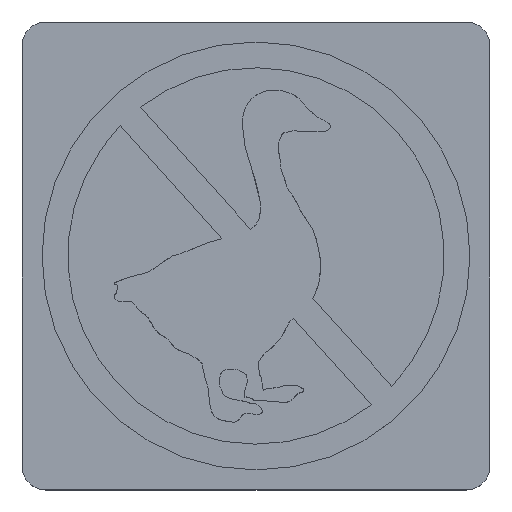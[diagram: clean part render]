
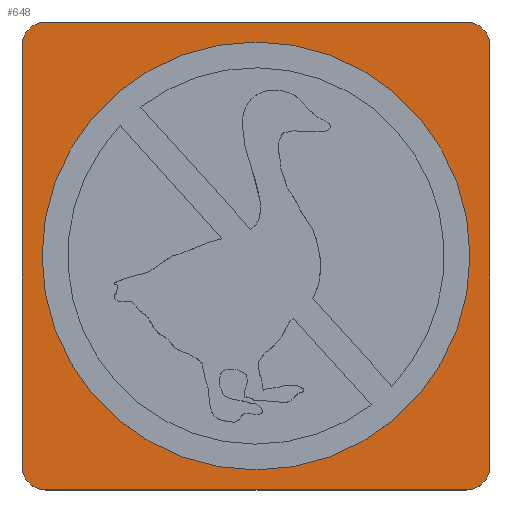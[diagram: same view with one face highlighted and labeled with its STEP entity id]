
A CAD part, top view. The second image highlights one B-rep face of the part: STEP entity #648.
In plain terms, the highlighted planar face has unit normal (0, 0, 1).
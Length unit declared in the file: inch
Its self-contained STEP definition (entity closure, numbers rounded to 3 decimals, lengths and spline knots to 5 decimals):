
#21=FACE_BOUND('',#145,.T.);
#42=CIRCLE('',#706,0.54);
#43=CIRCLE('',#709,0.06);
#44=CIRCLE('',#710,0.06);
#45=CIRCLE('',#711,0.06);
#46=CIRCLE('',#712,0.06);
#74=PLANE('',#708);
#102=FACE_OUTER_BOUND('',#144,.T.);
#144=EDGE_LOOP('',(#525,#526,#527,#528,#529,#530,#531,#532));
#145=EDGE_LOOP('',(#533));
#194=LINE('',#2258,#241);
#195=LINE('',#2262,#242);
#196=LINE('',#2266,#243);
#197=LINE('',#2269,#244);
#241=VECTOR('',#815,0.3937);
#242=VECTOR('',#818,0.3937);
#243=VECTOR('',#821,0.3937);
#244=VECTOR('',#824,0.3937);
#310=VERTEX_POINT('',#2249);
#311=VERTEX_POINT('',#2254);
#312=VERTEX_POINT('',#2255);
#313=VERTEX_POINT('',#2257);
#314=VERTEX_POINT('',#2259);
#315=VERTEX_POINT('',#2261);
#316=VERTEX_POINT('',#2263);
#317=VERTEX_POINT('',#2265);
#318=VERTEX_POINT('',#2267);
#387=EDGE_CURVE('',#310,#310,#42,.T.);
#388=EDGE_CURVE('',#311,#312,#43,.T.);
#389=EDGE_CURVE('',#311,#313,#194,.T.);
#390=EDGE_CURVE('',#314,#313,#44,.T.);
#391=EDGE_CURVE('',#314,#315,#195,.T.);
#392=EDGE_CURVE('',#316,#315,#45,.T.);
#393=EDGE_CURVE('',#316,#317,#196,.T.);
#394=EDGE_CURVE('',#318,#317,#46,.T.);
#395=EDGE_CURVE('',#318,#312,#197,.T.);
#525=ORIENTED_EDGE('',*,*,#388,.F.);
#526=ORIENTED_EDGE('',*,*,#389,.T.);
#527=ORIENTED_EDGE('',*,*,#390,.F.);
#528=ORIENTED_EDGE('',*,*,#391,.T.);
#529=ORIENTED_EDGE('',*,*,#392,.F.);
#530=ORIENTED_EDGE('',*,*,#393,.T.);
#531=ORIENTED_EDGE('',*,*,#394,.F.);
#532=ORIENTED_EDGE('',*,*,#395,.T.);
#533=ORIENTED_EDGE('',*,*,#387,.T.);
#648=ADVANCED_FACE('',(#102,#21),#74,.T.);
#706=AXIS2_PLACEMENT_3D('',#2251,#807,#808);
#708=AXIS2_PLACEMENT_3D('',#2253,#811,#812);
#709=AXIS2_PLACEMENT_3D('',#2256,#813,#814);
#710=AXIS2_PLACEMENT_3D('',#2260,#816,#817);
#711=AXIS2_PLACEMENT_3D('',#2264,#819,#820);
#712=AXIS2_PLACEMENT_3D('',#2268,#822,#823);
#807=DIRECTION('center_axis',(0.,0.,-1.));
#808=DIRECTION('ref_axis',(1.,0.,0.));
#811=DIRECTION('center_axis',(0.,0.,1.));
#812=DIRECTION('ref_axis',(1.,0.,0.));
#813=DIRECTION('center_axis',(0.,0.,-1.));
#814=DIRECTION('ref_axis',(-0.707,-0.707,0.));
#815=DIRECTION('',(1.,0.,0.));
#816=DIRECTION('center_axis',(0.,0.,-1.));
#817=DIRECTION('ref_axis',(0.707,-0.707,0.));
#818=DIRECTION('',(0.,1.,0.));
#819=DIRECTION('center_axis',(0.,0.,-1.));
#820=DIRECTION('ref_axis',(0.707,0.707,0.));
#821=DIRECTION('',(-1.,0.,0.));
#822=DIRECTION('center_axis',(0.,0.,-1.));
#823=DIRECTION('ref_axis',(-0.707,0.707,0.));
#824=DIRECTION('',(0.,-1.,0.));
#2249=CARTESIAN_POINT('',(-0.54,0.,0.06));
#2251=CARTESIAN_POINT('Origin',(0.,0.,0.06));
#2253=CARTESIAN_POINT('Origin',(0.,0.,0.06));
#2254=CARTESIAN_POINT('',(-0.53055,-0.59055,0.06));
#2255=CARTESIAN_POINT('',(-0.59055,-0.53055,0.06));
#2256=CARTESIAN_POINT('Origin',(-0.53055,-0.53055,0.06));
#2257=CARTESIAN_POINT('',(0.53055,-0.59055,0.06));
#2258=CARTESIAN_POINT('',(-0.59055,-0.59055,0.06));
#2259=CARTESIAN_POINT('',(0.59055,-0.53055,0.06));
#2260=CARTESIAN_POINT('Origin',(0.53055,-0.53055,0.06));
#2261=CARTESIAN_POINT('',(0.59055,0.53055,0.06));
#2262=CARTESIAN_POINT('',(0.59055,-0.59055,0.06));
#2263=CARTESIAN_POINT('',(0.53055,0.59055,0.06));
#2264=CARTESIAN_POINT('Origin',(0.53055,0.53055,0.06));
#2265=CARTESIAN_POINT('',(-0.53055,0.59055,0.06));
#2266=CARTESIAN_POINT('',(0.59055,0.59055,0.06));
#2267=CARTESIAN_POINT('',(-0.59055,0.53055,0.06));
#2268=CARTESIAN_POINT('Origin',(-0.53055,0.53055,0.06));
#2269=CARTESIAN_POINT('',(-0.59055,0.59055,0.06));
